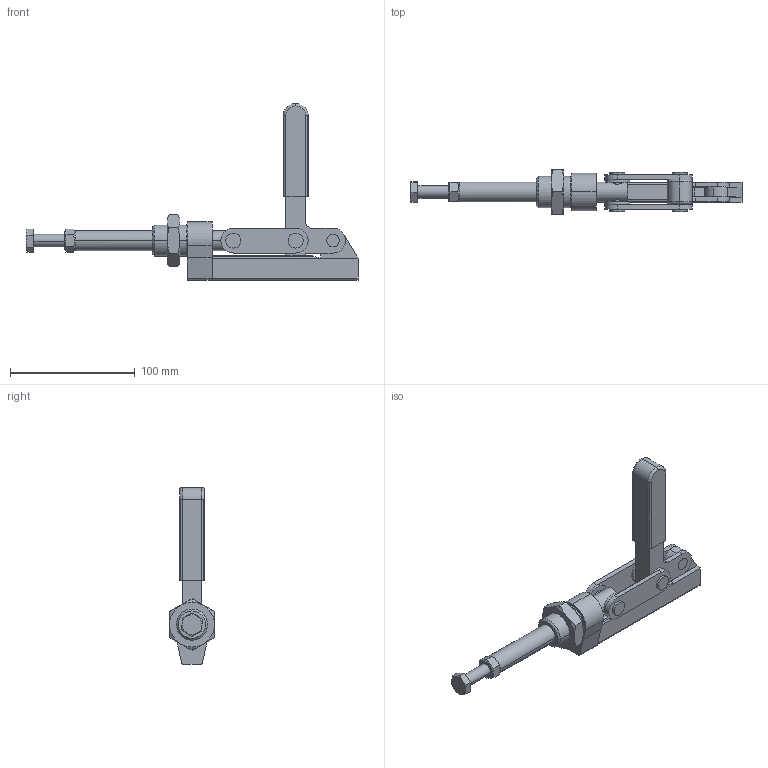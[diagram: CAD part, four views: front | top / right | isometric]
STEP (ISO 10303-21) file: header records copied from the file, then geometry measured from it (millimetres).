
FILE_DESCRIPTION((''),'2;1');
FILE_NAME('CP60.stp','2004-02-06T12:36:03',('Administrator'),(''),'Autodesk Inventor (R) 6.0','Autodesk Inventor (R) 6.0','');
FILE_SCHEMA(('AUTOMOTIVE_DESIGN { 1 0 10303 214 1 1 1 1 }'));
Length unit declared in the file: millimetre
Products named in the file (17): CP60; CP601; CP602; CP603; CP604; CP605; CP606; CP607; CP608; CP609; CP6010; CP6011; CP6012; CP6013; CP6014; CP6015; CP6016
Assembly tree (16 placements, depth 2):
  CP60
    CP601
    CP602
    CP603
    CP604
    CP605
    CP606
    CP607
    CP608
    CP609
    CP6010
    CP6011
    CP6012
    CP6013
    CP6014
    CP6015
    CP6016
Bounding box: 266.35 x 36 x 142 mm (x, y, z)
Volume: 182342.6 mm3; surface area: 63315.4 mm2
Topology: 16 solids, 16 shells, 242 faces, 573 edges, 371 vertices
Faces by surface type: cylinder 110, plane 92, cone 34, torus 4, bspline 2
Entity records: 7710 total; most frequent: CARTESIAN_POINT 1537, DIRECTION 1330, ORIENTED_EDGE 1146, EDGE_CURVE 573, AXIS2_PLACEMENT_3D 538, VERTEX_POINT 371, EDGE_LOOP 282, CIRCLE 261
